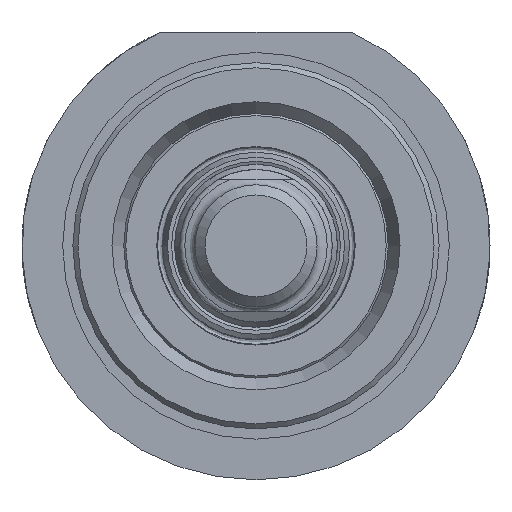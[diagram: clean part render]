
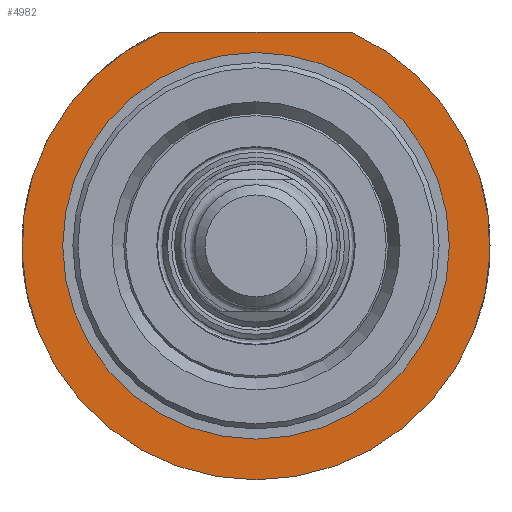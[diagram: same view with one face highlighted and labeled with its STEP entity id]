
A CAD part, front view. The second image highlights one B-rep face of the part: STEP entity #4982.
In plain terms, the highlighted planar face has unit normal (0, -1, 0).
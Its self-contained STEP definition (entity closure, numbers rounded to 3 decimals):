
#4247=CARTESIAN_POINT('',(9.381,-79.75,21.0));
#4248=VERTEX_POINT('',#4247);
#4249=CARTESIAN_POINT('',(-9.381,-79.75,21.0));
#4250=VERTEX_POINT('',#4249);
#4251=CARTESIAN_POINT('',(0.0,-79.75,0.0));
#4252=DIRECTION('',(0.0,1.0,0.0));
#4253=DIRECTION('',(-0.408,0.0,0.913));
#4254=AXIS2_PLACEMENT_3D('',#4251,#4252,#4253);
#4255=CIRCLE('',#4254,23.0);
#4256=EDGE_CURVE('',#4248,#4250,#4255,.T.);
#4777=CARTESIAN_POINT('',(-9.381,-79.75,21.0));
#4778=DIRECTION('',(1.0,0.0,0.0));
#4779=VECTOR('',#4778,18.762);
#4780=LINE('',#4777,#4779);
#4781=EDGE_CURVE('',#4250,#4248,#4780,.T.);
#4942=CARTESIAN_POINT('',(0.0,-79.75,19.0));
#4943=VERTEX_POINT('',#4942);
#4944=CARTESIAN_POINT('',(0.0,-79.75,0.0));
#4945=DIRECTION('',(0.0,1.0,0.0));
#4946=DIRECTION('',(0.0,0.0,1.0));
#4947=AXIS2_PLACEMENT_3D('',#4944,#4945,#4946);
#4948=CIRCLE('',#4947,19.0);
#4949=EDGE_CURVE('',#4943,#4943,#4948,.T.);
#4970=CARTESIAN_POINT('',(0.,-79.75,1.74));
#4971=DIRECTION('',(0.0,-1.0,0.0));
#4972=DIRECTION('',(0.0,0.0,-1.0));
#4973=AXIS2_PLACEMENT_3D('',#4970,#4971,#4972);
#4974=PLANE('',#4973);
#4975=ORIENTED_EDGE('',*,*,#4781,.F.);
#4976=ORIENTED_EDGE('',*,*,#4256,.F.);
#4977=EDGE_LOOP('',(#4975,#4976));
#4978=FACE_OUTER_BOUND('',#4977,.T.);
#4979=ORIENTED_EDGE('',*,*,#4949,.T.);
#4980=EDGE_LOOP('',(#4979));
#4981=FACE_BOUND('',#4980,.T.);
#4982=ADVANCED_FACE('',(#4978,#4981),#4974,.T.);
